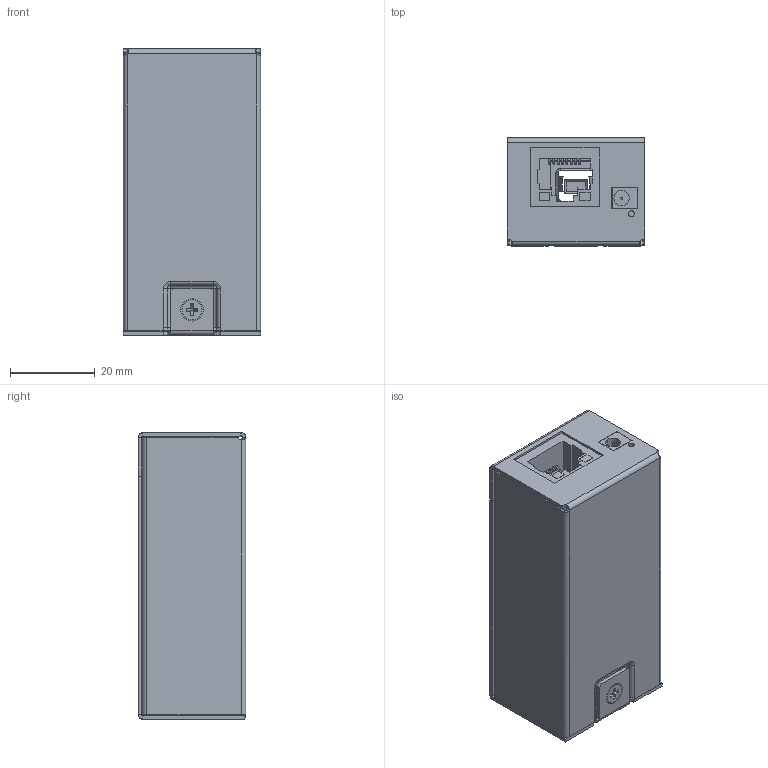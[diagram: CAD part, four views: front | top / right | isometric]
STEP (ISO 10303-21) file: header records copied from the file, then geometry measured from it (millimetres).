
FILE_DESCRIPTION (( 'STEP AP214' ), '1' );
FILE_NAME ('USB2-C5-LCND492-LOCAL.STEP', '2020-09-03T15:38:42', ( '' ), ( '' ), 'SwSTEP 2.0', 'SolidWorks 2011', '' );
FILE_SCHEMA (( 'AUTOMOTIVE_DESIGN' ));
Length unit declared in the file: inch
Products named in the file (1): USB2-C5-LCND492-LOCAL
Bounding box: 32.35 x 25.4 x 67.6 mm (x, y, z)
Surface area: 19303.1 mm2 (no closed solid volume)
Topology: 0 solids, 10 shells, 218 faces, 746 edges, 519 vertices
Faces by surface type: plane 141, cylinder 45, bspline 26, torus 4, cone 2
Entity records: 11284 total; most frequent: CARTESIAN_POINT 2122, DIRECTION 1277, ORIENTED_EDGE 1168, EDGE_CURVE 746, VERTEX_POINT 519, VECTOR 507, LINE 507, AXIS2_PLACEMENT_3D 385
